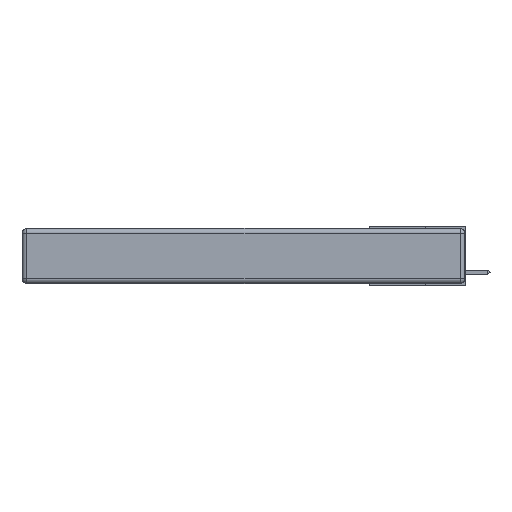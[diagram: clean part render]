
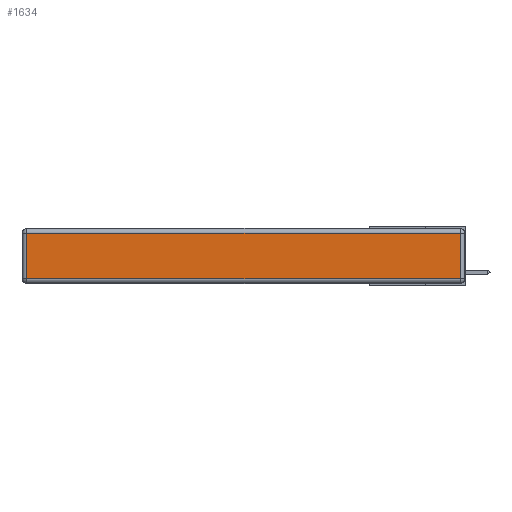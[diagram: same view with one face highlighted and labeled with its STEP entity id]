
A CAD part, left-side view. The second image highlights one B-rep face of the part: STEP entity #1634.
In plain terms, the highlighted planar face has unit normal (-1, 0, 0).
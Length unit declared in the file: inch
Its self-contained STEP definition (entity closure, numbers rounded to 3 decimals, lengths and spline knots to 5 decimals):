
#210 = LINE ( 'NONE', #16315, #16523 ) ;
#333 = ORIENTED_EDGE ( 'NONE', *, *, #10338, .T. ) ;
#355 = VERTEX_POINT ( 'NONE', #9582 ) ;
#1445 = CARTESIAN_POINT ( 'NONE',  ( 0., 0.03, -0.343 ) ) ;
#1614 = DIRECTION ( 'NONE',  ( -1., 0., 0. ) ) ;
#1634 = ADVANCED_FACE ( 'NONE', ( #9598 ), #10716, .T. ) ;
#1744 = DIRECTION ( 'NONE',  ( 0., 0., 1. ) ) ;
#3524 = VECTOR ( 'NONE', #15936, 39.37008 ) ;
#4496 = LINE ( 'NONE', #1445, #18642 ) ;
#4682 = AXIS2_PLACEMENT_3D ( 'NONE', #6315, #1614, #1744 ) ;
#5375 = ORIENTED_EDGE ( 'NONE', *, *, #15376, .T. ) ;
#5877 = VECTOR ( 'NONE', #12587, 39.37008 ) ;
#6315 = CARTESIAN_POINT ( 'NONE',  ( 0., 0., -0.343 ) ) ;
#7537 = LINE ( 'NONE', #14079, #5877 ) ;
#7685 = CARTESIAN_POINT ( 'NONE',  ( 0., 2.72, -0.03 ) ) ;
#8362 = VERTEX_POINT ( 'NONE', #15162 ) ;
#9582 = CARTESIAN_POINT ( 'NONE',  ( 0., 0.03, -0.03 ) ) ;
#9598 = FACE_OUTER_BOUND ( 'NONE', #15491, .T. ) ;
#10338 = EDGE_CURVE ( 'NONE', #355, #15792, #210, .T. ) ;
#10716 = PLANE ( 'NONE',  #4682 ) ;
#11739 = DIRECTION ( 'NONE',  ( 0., 1., 0. ) ) ;
#12570 = ORIENTED_EDGE ( 'NONE', *, *, #13509, .T. ) ;
#12587 = DIRECTION ( 'NONE',  ( 0., -1., 0. ) ) ;
#13509 = EDGE_CURVE ( 'NONE', #8362, #15470, #7537, .T. ) ;
#13608 = LINE ( 'NONE', #17412, #3524 ) ;
#14079 = CARTESIAN_POINT ( 'NONE',  ( 0., 0., -0.313 ) ) ;
#15162 = CARTESIAN_POINT ( 'NONE',  ( 0., 2.72, -0.313 ) ) ;
#15376 = EDGE_CURVE ( 'NONE', #15792, #8362, #13608, .T. ) ;
#15470 = VERTEX_POINT ( 'NONE', #15810 ) ;
#15491 = EDGE_LOOP ( 'NONE', ( #12570, #15727, #333, #5375 ) ) ;
#15727 = ORIENTED_EDGE ( 'NONE', *, *, #15780, .T. ) ;
#15780 = EDGE_CURVE ( 'NONE', #15470, #355, #4496, .T. ) ;
#15792 = VERTEX_POINT ( 'NONE', #7685 ) ;
#15810 = CARTESIAN_POINT ( 'NONE',  ( 0., 0.03, -0.313 ) ) ;
#15936 = DIRECTION ( 'NONE',  ( 0., 0., -1. ) ) ;
#16315 = CARTESIAN_POINT ( 'NONE',  ( 0., 2.75, -0.03 ) ) ;
#16523 = VECTOR ( 'NONE', #11739, 39.37008 ) ;
#17412 = CARTESIAN_POINT ( 'NONE',  ( 0., 2.72, -0.343 ) ) ;
#17715 = DIRECTION ( 'NONE',  ( 0., 0., 1. ) ) ;
#18642 = VECTOR ( 'NONE', #17715, 39.37008 ) ;
